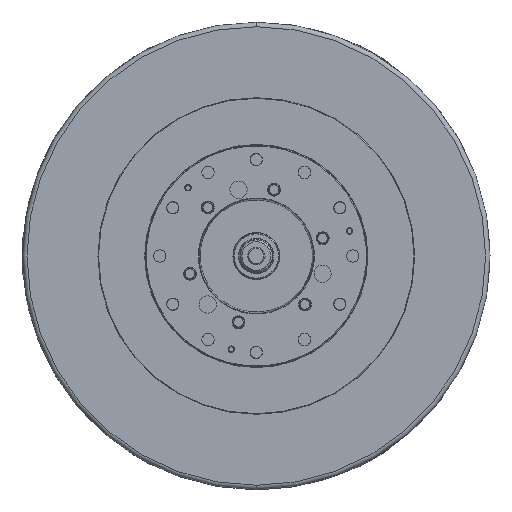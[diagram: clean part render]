
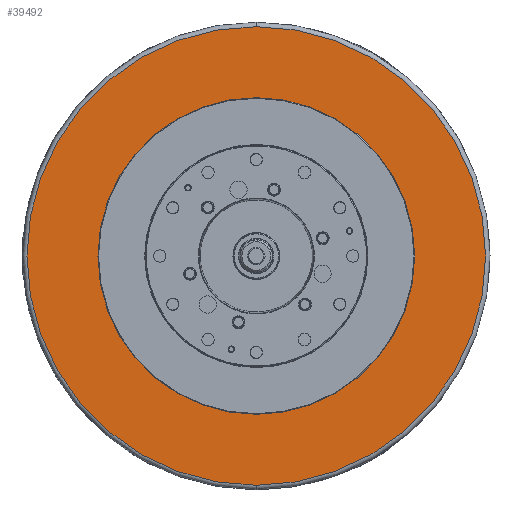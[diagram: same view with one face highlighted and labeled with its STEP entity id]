
A CAD part, left-side view. The second image highlights one B-rep face of the part: STEP entity #39492.
In plain terms, the highlighted planar face has unit normal (-1, 0, 0).
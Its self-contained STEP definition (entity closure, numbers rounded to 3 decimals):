
#2510 = CIRCLE ( 'NONE', #78921, 392.5 ) ;
#3130 = AXIS2_PLACEMENT_3D ( 'NONE', #25716, #75023, #38145 ) ;
#4904 = AXIS2_PLACEMENT_3D ( 'NONE', #5403, #48532, #11590 ) ;
#5403 = CARTESIAN_POINT ( 'NONE',  ( -126., 0., 0. ) ) ;
#7712 = CIRCLE ( 'NONE', #14683, 392.5 ) ;
#9776 = EDGE_CURVE ( 'NONE', #37107, #79658, #79189, .T. ) ;
#11590 = DIRECTION ( 'NONE',  ( 0., 0., -1. ) ) ;
#11674 = CARTESIAN_POINT ( 'NONE',  ( -126., 0., 0. ) ) ;
#13329 = PLANE ( 'NONE',  #3130 ) ;
#14683 = AXIS2_PLACEMENT_3D ( 'NONE', #11674, #54783, #17842 ) ;
#15995 = DIRECTION ( 'NONE',  ( -1., 0., 0. ) ) ;
#16790 = VERTEX_POINT ( 'NONE', #73032 ) ;
#17842 = DIRECTION ( 'NONE',  ( 0., 0., 1. ) ) ;
#17937 = ORIENTED_EDGE ( 'NONE', *, *, #29107, .T. ) ;
#22282 = EDGE_LOOP ( 'NONE', ( #76054, #17937 ) ) ;
#23818 = EDGE_LOOP ( 'NONE', ( #46963, #47706 ) ) ;
#25258 = CARTESIAN_POINT ( 'NONE',  ( -126., 0., 271. ) ) ;
#25716 = CARTESIAN_POINT ( 'NONE',  ( -126., 400., 0. ) ) ;
#29107 = EDGE_CURVE ( 'NONE', #36270, #16790, #2510, .T. ) ;
#33008 = CARTESIAN_POINT ( 'NONE',  ( -126., 0., 0. ) ) ;
#35715 = EDGE_CURVE ( 'NONE', #79658, #37107, #43857, .T. ) ;
#36270 = VERTEX_POINT ( 'NONE', #47645 ) ;
#37107 = VERTEX_POINT ( 'NONE', #25258 ) ;
#38145 = DIRECTION ( 'NONE',  ( 0., 0., 1. ) ) ;
#38414 = CARTESIAN_POINT ( 'NONE',  ( -126., 0., -271. ) ) ;
#39252 = DIRECTION ( 'NONE',  ( 0., 0., -1. ) ) ;
#39492 = ADVANCED_FACE ( 'NONE', ( #74948, #73034 ), #13329, .T. ) ;
#43857 = CIRCLE ( 'NONE', #4904, 271. ) ;
#46963 = ORIENTED_EDGE ( 'NONE', *, *, #35715, .T. ) ;
#47645 = CARTESIAN_POINT ( 'NONE',  ( -126., 0., -392.5 ) ) ;
#47706 = ORIENTED_EDGE ( 'NONE', *, *, #9776, .T. ) ;
#48532 = DIRECTION ( 'NONE',  ( 1., 0., 0. ) ) ;
#52918 = CARTESIAN_POINT ( 'NONE',  ( -126., 0., 0. ) ) ;
#54783 = DIRECTION ( 'NONE',  ( -1., 0., 0. ) ) ;
#55081 = EDGE_CURVE ( 'NONE', #16790, #36270, #7712, .T. ) ;
#55596 = AXIS2_PLACEMENT_3D ( 'NONE', #33008, #76136, #39252 ) ;
#59094 = DIRECTION ( 'NONE',  ( 0., 0., 1. ) ) ;
#73032 = CARTESIAN_POINT ( 'NONE',  ( -126., 0., 392.5 ) ) ;
#73034 = FACE_BOUND ( 'NONE', #23818, .T. ) ;
#74948 = FACE_OUTER_BOUND ( 'NONE', #22282, .T. ) ;
#75023 = DIRECTION ( 'NONE',  ( -1., 0., 0. ) ) ;
#76054 = ORIENTED_EDGE ( 'NONE', *, *, #55081, .T. ) ;
#76136 = DIRECTION ( 'NONE',  ( 1., 0., 0. ) ) ;
#78921 = AXIS2_PLACEMENT_3D ( 'NONE', #52918, #15995, #59094 ) ;
#79189 = CIRCLE ( 'NONE', #55596, 271. ) ;
#79658 = VERTEX_POINT ( 'NONE', #38414 ) ;
